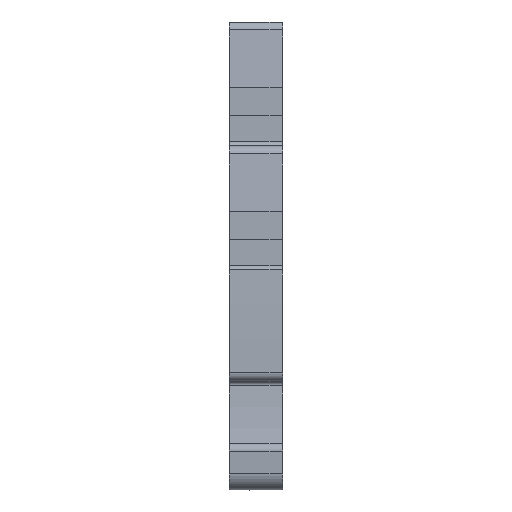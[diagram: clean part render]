
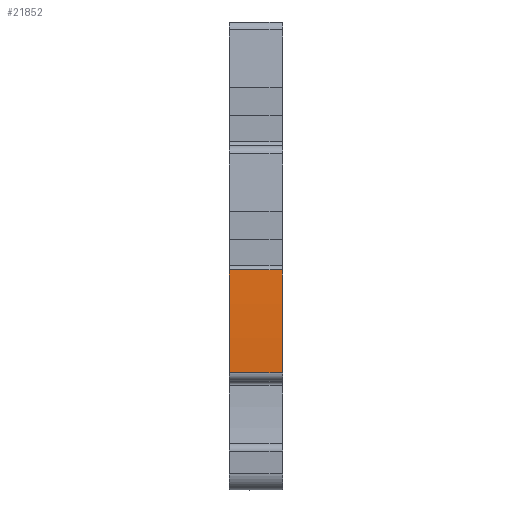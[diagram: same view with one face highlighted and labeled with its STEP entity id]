
A CAD part, front view. The second image highlights one B-rep face of the part: STEP entity #21852.
In plain terms, the highlighted cylindrical face has radius 191.632 mm (diameter 383.264 mm), a partial arc.
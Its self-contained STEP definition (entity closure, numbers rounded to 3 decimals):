
#21825=AXIS2_PLACEMENT_3D('Cylinder Axis2P3D',#21822,#21823,#21824) ;
#21829=AXIS2_PLACEMENT_3D('Circle Axis2P3D',#21827,#21828,$) ;
#21843=AXIS2_PLACEMENT_3D('Circle Axis2P3D',#21841,#21842,$) ;
#21800=CARTESIAN_POINT('Vertex',(0.,1.669,25.2)) ;
#21803=CARTESIAN_POINT('Line Origine',(3.025,1.669,25.2)) ;
#21807=CARTESIAN_POINT('Vertex',(6.05,1.669,25.2)) ;
#21822=CARTESIAN_POINT('Axis2P3D Location',(3.05,193.128,17.05)) ;
#21827=CARTESIAN_POINT('Axis2P3D Location',(0.,193.128,17.05)) ;
#21831=CARTESIAN_POINT('Vertex',(0.,1.53,13.431)) ;
#21834=CARTESIAN_POINT('Line Origine',(3.05,1.53,13.431)) ;
#21838=CARTESIAN_POINT('Vertex',(6.05,1.53,13.431)) ;
#21841=CARTESIAN_POINT('Axis2P3D Location',(6.05,193.128,17.05)) ;
#21804=DIRECTION('Vector Direction',(-1.,0.,0.)) ;
#21823=DIRECTION('Axis2P3D Direction',(1.,0.,0.)) ;
#21824=DIRECTION('Axis2P3D XDirection',(0.,-0.999,0.048)) ;
#21828=DIRECTION('Axis2P3D Direction',(1.,0.,0.)) ;
#21835=DIRECTION('Vector Direction',(1.,0.,0.)) ;
#21842=DIRECTION('Axis2P3D Direction',(1.,0.,0.)) ;
#21805=VECTOR('Line Direction',#21804,1.) ;
#21836=VECTOR('Line Direction',#21835,1.) ;
#21847=ORIENTED_EDGE('',*,*,#21809,.T.) ;
#21848=ORIENTED_EDGE('',*,*,#21833,.T.) ;
#21849=ORIENTED_EDGE('',*,*,#21840,.T.) ;
#21850=ORIENTED_EDGE('',*,*,#21845,.T.) ;
#21852=ADVANCED_FACE('MLD 1',(#21851),#21826,.T.) ;
#21830=CIRCLE('generated circle',#21829,191.632) ;
#21844=CIRCLE('generated circle',#21843,191.632) ;
#21826=CYLINDRICAL_SURFACE('generated cylinder',#21825,191.632) ;
#21809=EDGE_CURVE('',#21808,#21801,#21806,.T.) ;
#21833=EDGE_CURVE('',#21801,#21832,#21830,.T.) ;
#21840=EDGE_CURVE('',#21832,#21839,#21837,.T.) ;
#21845=EDGE_CURVE('',#21839,#21808,#21844,.F.) ;
#21846=EDGE_LOOP('',(#21847,#21848,#21849,#21850)) ;
#21851=FACE_OUTER_BOUND('',#21846,.T.) ;
#21806=LINE('Line',#21803,#21805) ;
#21837=LINE('Line',#21834,#21836) ;
#21801=VERTEX_POINT('',#21800) ;
#21808=VERTEX_POINT('',#21807) ;
#21832=VERTEX_POINT('',#21831) ;
#21839=VERTEX_POINT('',#21838) ;
